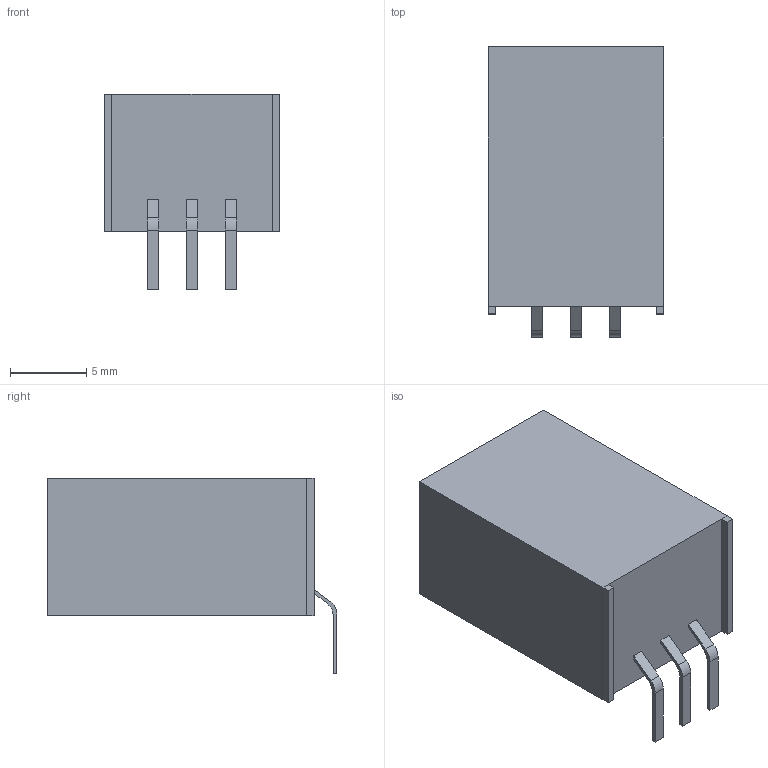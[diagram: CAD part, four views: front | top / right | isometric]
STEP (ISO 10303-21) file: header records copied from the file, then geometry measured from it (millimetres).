
FILE_DESCRIPTION(('FreeCAD Model'),'2;1');
FILE_NAME('Open CASCADE Shape Model','2024-09-10T16:47:43',(''),(''), 'Open CASCADE STEP processor 7.6','FreeCAD','Unknown');
FILE_SCHEMA(('AUTOMOTIVE_DESIGN { 1 0 10303 214 1 1 1 1 }'));
Length unit declared in the file: millimetre
Products named in the file (5): _8B2H; case; pin1; pin2; pin3
Assembly tree (4 placements, depth 2):
  _8B2H
    case
    pin1
    pin2
    pin3
Bounding box: 11.5 x 19 x 12.81 mm (x, y, z)
Volume: 1767.6 mm3; surface area: 963.6 mm2
Topology: 4 solids, 4 shells, 46 faces, 106 edges, 68 vertices
Faces by surface type: plane 40, cylinder 6
Entity records: 2793 total; most frequent: CARTESIAN_POINT 473, DIRECTION 426, LINE 294, VECTOR 294, ORIENTED_EDGE 212, PCURVE 212, DEFINITIONAL_REPRESENTATION 212, EDGE_CURVE 106
